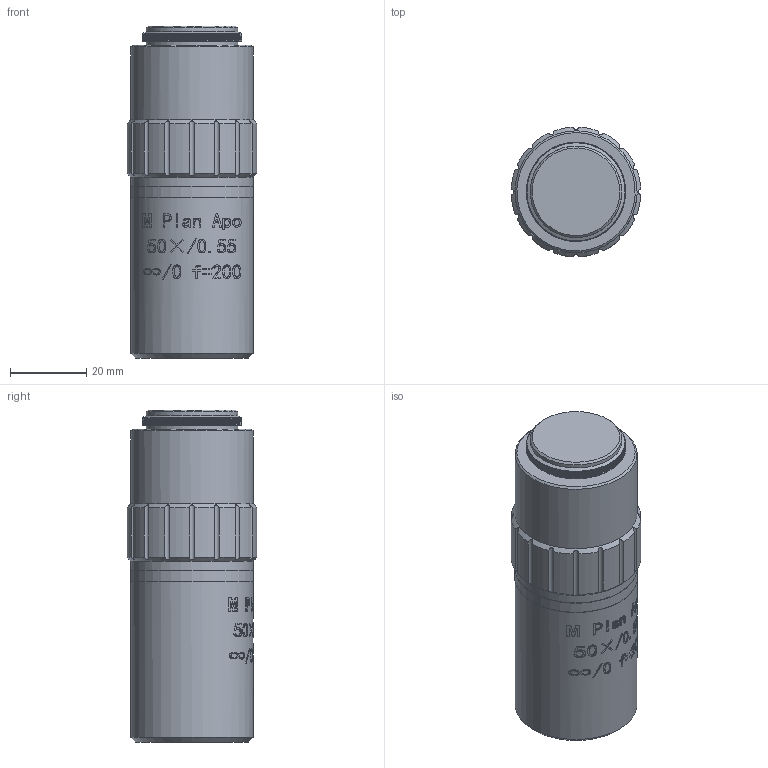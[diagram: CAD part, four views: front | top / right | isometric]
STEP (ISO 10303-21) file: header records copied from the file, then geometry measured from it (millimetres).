
FILE_DESCRIPTION (( 'STEP AP214' ), '1' );
FILE_NAME ('690035.STEP', '2024-07-04T06:36:33', ( 'Windows User' ), ( 'P R C' ), 'SwSTEP 2.0', 'SolidWorks 2020', '' );
FILE_SCHEMA (( 'AUTOMOTIVE_DESIGN' ));
Length unit declared in the file: millimetre
Products named in the file (1): 690035
Bounding box: 33.97 x 33.97 x 87 mm (x, y, z)
Volume: 69703.6 mm3; surface area: 14386.9 mm2
Topology: 3 solids, 3 shells, 311 faces, 797 edges, 531 vertices
Faces by surface type: plane 137, bspline 90, cylinder 78, cone 6
Full cylindrical faces by diameter (mm): 20 x1, 21 x1, 24 x2, 32 x3, 32.2 x1
Entity records: 19372 total; most frequent: CARTESIAN_POINT 11928, ORIENTED_EDGE 1530, DIRECTION 1074, EDGE_CURVE 765, VERTEX_POINT 522, AXIS2_PLACEMENT_3D 379, EDGE_LOOP 377, FACE_OUTER_BOUND 328
